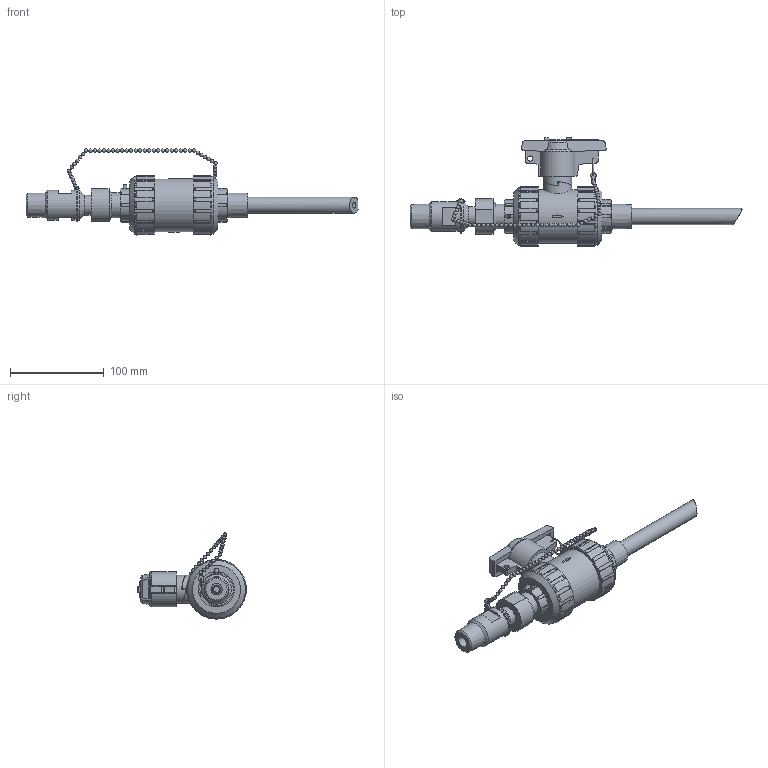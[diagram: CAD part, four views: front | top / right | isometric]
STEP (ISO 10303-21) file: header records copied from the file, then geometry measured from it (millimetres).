
FILE_DESCRIPTION((''),'2;1');
FILE_NAME('CCS-78-PVDF-25_R0.stp','2017-08-01T11:45:49',('salesdesk5'),(''),'Autodesk Inventor 2009','Autodesk Inventor 2009','');
FILE_SCHEMA(('AUTOMOTIVE_DESIGN { 1 0 10303 214 1 1 1 1 }'));
Length unit declared in the file: inch
Products named in the file (1): CCS-78-PVDF-25_R0
Bounding box: 353.62 x 115.65 x 91.66 mm (x, y, z)
Volume: 437426.1 mm3; surface area: 81502.9 mm2
Topology: 1 solids, 4 shells, 611 faces, 1642 edges, 1055 vertices
Faces by surface type: plane 293, cone 109, cylinder 77, bspline 67, sphere 55, torus 10
Full cylindrical faces by diameter (mm): 2.5 x1, 3.81 x1, 5.5 x1, 6.35 x2, 11.906 x1, 14.173 x1, 14.224 x1, 17.145 x1, 28.956 x1, 29.98 x1, 30 x1, 31.75 x2, 34.544 x2, 37.338 x2, 45.745 x2, 54.864 x2, 56.7 x1, 61.519 x1, 63.5 x2
Entity records: 20387 total; most frequent: CARTESIAN_POINT 5638, DIRECTION 2973, ORIENTED_EDGE 2874, EDGE_CURVE 1437, AXIS2_PLACEMENT_3D 1093, VERTEX_POINT 1012, EDGE_LOOP 819, VECTOR 787
